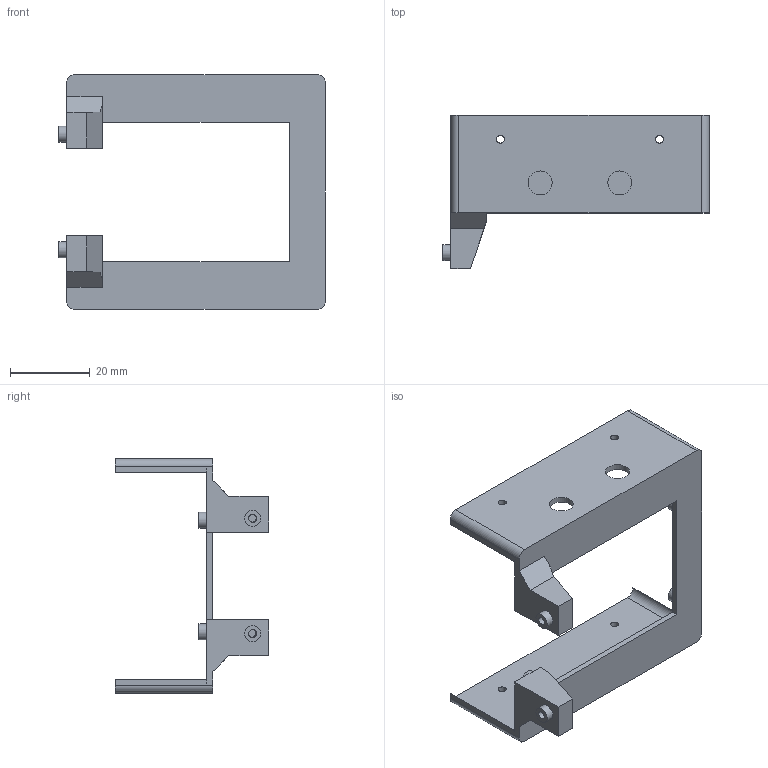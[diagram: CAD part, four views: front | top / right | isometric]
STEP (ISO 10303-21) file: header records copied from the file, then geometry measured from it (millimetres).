
FILE_DESCRIPTION(/* description */ (''),/* implementation_level */ '2;1');
FILE_NAME(/* name */ 'Screen.stp',/* time_stamp */ '2023-08-27T14:32:20-07:00',/* author */ ('devan'),/* organization */ (''),/* preprocessor_version */ 'ST-DEVELOPER v20',/* originating_system */ 'Autodesk Inventor 2024',/* authorisation */ '');
FILE_SCHEMA (('AUTOMOTIVE_DESIGN { 1 0 10303 214 3 1 1 }'));
Length unit declared in the file: millimetre
Products named in the file (1): Shell
Bounding box: 67 x 38.5 x 59 mm (x, y, z)
Volume: 9443.8 mm3; surface area: 11928.9 mm2
Topology: 1 solids, 1 shells, 70 faces, 164 edges, 108 vertices
Faces by surface type: plane 42, cylinder 28
Full cylindrical faces by diameter (mm): 2 x12, 4 x6, 6 x2
Entity records: 2087 total; most frequent: DIRECTION 370, CARTESIAN_POINT 343, ORIENTED_EDGE 328, EDGE_CURVE 164, AXIS2_PLACEMENT_3D 135, VERTEX_POINT 108, LINE 100, VECTOR 100
